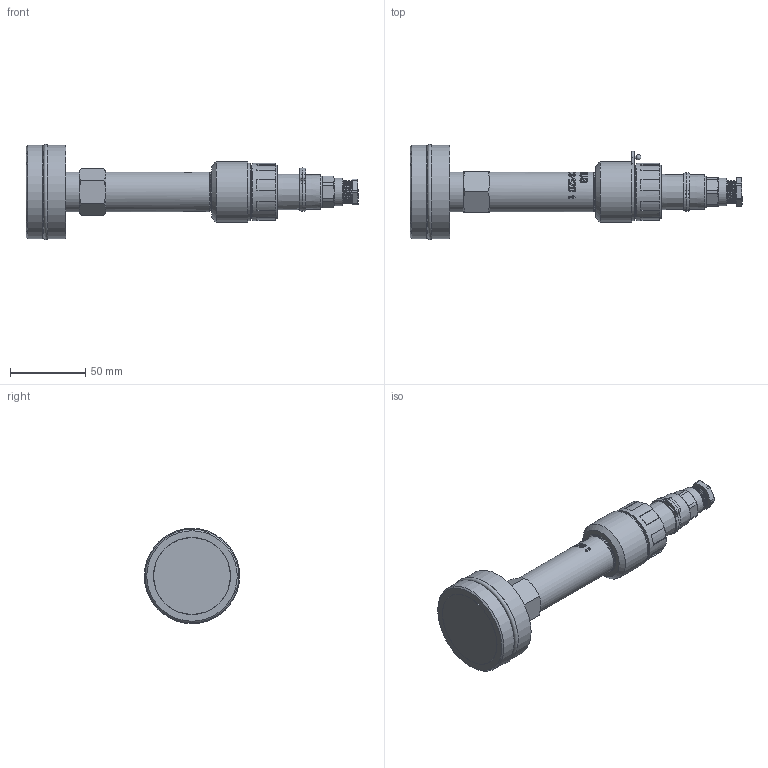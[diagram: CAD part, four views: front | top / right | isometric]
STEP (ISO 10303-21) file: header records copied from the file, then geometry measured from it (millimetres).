
FILE_DESCRIPTION(/* description */ (''),/* implementation_level */ '2;1');
FILE_NAME(/* name */ 'APZ3420t_G51_Buccaneer.step',/* time_stamp */ '2021-07-12T11:57:45+03:00',/* author */ (''),/* organization */ (''),/* preprocessor_version */ 'ST-DEVELOPER v18.1',/* originating_system */ 'Autodesk Translation Framework v10.9.0.1377',/* authorisation */ '');
FILE_SCHEMA (('AUTOMOTIVE_DESIGN { 1 0 10303 214 3 1 1 }'));
Products named in the file (9): АПЗ 3420 t -filled; Buccaneer assembly v5; Bucaneer female v5; px0736-s; px0736-s_2; Bucaneer male v11; px0735-p; px0735-p_1; G51
Assembly tree (8 placements, depth 5):
  АПЗ 3420 t -filled
    Buccaneer assembly v5
      Bucaneer female v5
        px0736-s
          px0736-s_2
      Bucaneer male v11
        px0735-p
          px0735-p_1
    G51
Bounding box: 220.16 x 63.2 x 63.2 mm (x, y, z)
Volume: 181818.7 mm3; surface area: 71275.1 mm2
Topology: 15 solids, 19 shells, 1775 faces, 4881 edges, 3209 vertices
Faces by surface type: plane 1031, bspline 306, cylinder 281, cone 127, torus 19, sphere 11
Full cylindrical faces by diameter (mm): 2.03 x1, 2.413 x4, 2.439 x6, 2.459 x2, 2.464 x2, 2.87 x4, 3 x4, 3.1 x1, 3.302 x6, 3.734 x2, 4 x1, 4.1 x6, 4.19 x2, 4.47 x2, 6.779 x15, 8.17 x3, 8.255 x1, 9.53 x2, 11.938 x1, 12.09 x1, 13.716 x1, 13.741 x5, 14.021 x1, 14.884 x6, 15.062 x9, 16.61 x1, 17 x1, 18 x1, 18.42 x1, 20.1 x2
Entity records: 93089 total; most frequent: CARTESIAN_POINT 50147, ORIENTED_EDGE 9730, DIRECTION 7442, EDGE_CURVE 4865, VERTEX_POINT 3209, LINE 3042, VECTOR 3042, AXIS2_PLACEMENT_3D 2200
